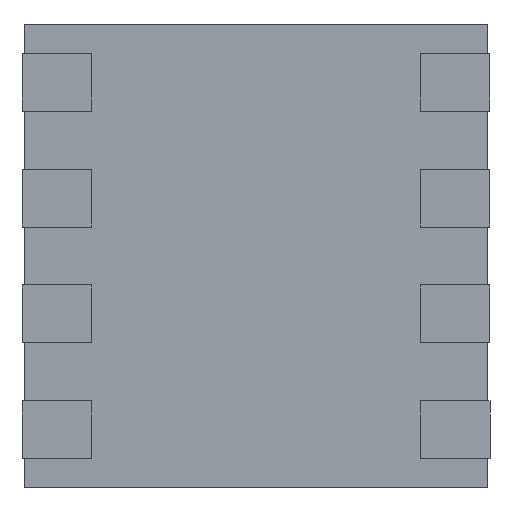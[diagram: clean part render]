
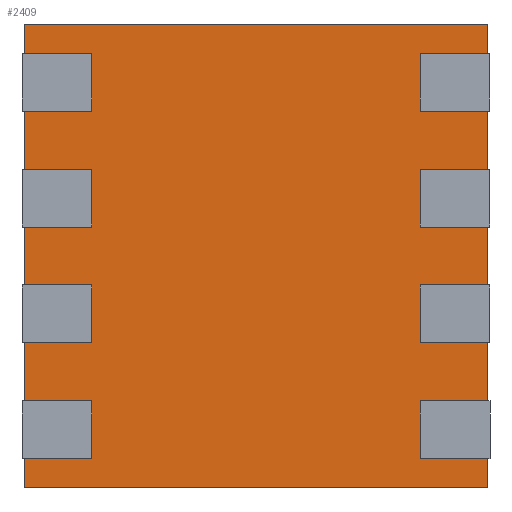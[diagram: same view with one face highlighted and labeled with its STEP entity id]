
A CAD part, front view. The second image highlights one B-rep face of the part: STEP entity #2409.
In plain terms, the highlighted planar face has unit normal (0, -1, 0).
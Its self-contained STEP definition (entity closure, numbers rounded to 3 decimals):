
#10 = ORIENTED_EDGE ( 'NONE', *, *, #2008, .F. ) ;
#69 = DIRECTION ( 'NONE',  ( 0., -1., 0. ) ) ;
#185 = CARTESIAN_POINT ( 'NONE',  ( 1., 0., -1. ) ) ;
#228 = CARTESIAN_POINT ( 'NONE',  ( 0., 0., 0. ) ) ;
#532 = VECTOR ( 'NONE', #660, 1000. ) ;
#576 = ORIENTED_EDGE ( 'NONE', *, *, #2417, .F. ) ;
#603 = CARTESIAN_POINT ( 'NONE',  ( -1., 0., -1. ) ) ;
#660 = DIRECTION ( 'NONE',  ( 0., 0., 1. ) ) ;
#698 = VERTEX_POINT ( 'NONE', #185 ) ;
#787 = CARTESIAN_POINT ( 'NONE',  ( -1., 0., 1. ) ) ;
#807 = LINE ( 'NONE', #787, #532 ) ;
#828 = CARTESIAN_POINT ( 'NONE',  ( 1., 0., 1. ) ) ;
#840 = LINE ( 'NONE', #828, #1433 ) ;
#991 = VECTOR ( 'NONE', #2202, 1000. ) ;
#1018 = DIRECTION ( 'NONE',  ( -1., 0., 0. ) ) ;
#1049 = LINE ( 'NONE', #1830, #991 ) ;
#1075 = EDGE_LOOP ( 'NONE', ( #2157, #1448, #576, #10 ) ) ;
#1081 = VECTOR ( 'NONE', #1018, 1000. ) ;
#1196 = DIRECTION ( 'NONE',  ( 0., 0., -1. ) ) ;
#1197 = EDGE_CURVE ( 'NONE', #1430, #1962, #1049, .T. ) ;
#1215 = CARTESIAN_POINT ( 'NONE',  ( 1., 0., 1. ) ) ;
#1299 = CARTESIAN_POINT ( 'NONE',  ( -1., 0., 1. ) ) ;
#1359 = PLANE ( 'NONE',  #1590 ) ;
#1430 = VERTEX_POINT ( 'NONE', #1299 ) ;
#1433 = VECTOR ( 'NONE', #1196, 1000. ) ;
#1448 = ORIENTED_EDGE ( 'NONE', *, *, #1197, .F. ) ;
#1532 = LINE ( 'NONE', #603, #1081 ) ;
#1590 = AXIS2_PLACEMENT_3D ( 'NONE', #228, #69, #2334 ) ;
#1830 = CARTESIAN_POINT ( 'NONE',  ( -1., 0., 1. ) ) ;
#1962 = VERTEX_POINT ( 'NONE', #1215 ) ;
#2008 = EDGE_CURVE ( 'NONE', #698, #2287, #1532, .T. ) ;
#2157 = ORIENTED_EDGE ( 'NONE', *, *, #2351, .F. ) ;
#2202 = DIRECTION ( 'NONE',  ( 1., 0., 0. ) ) ;
#2287 = VERTEX_POINT ( 'NONE', #2296 ) ;
#2296 = CARTESIAN_POINT ( 'NONE',  ( -1., 0., -1. ) ) ;
#2319 = FACE_OUTER_BOUND ( 'NONE', #1075, .T. ) ;
#2334 = DIRECTION ( 'NONE',  ( 0., 0., -1. ) ) ;
#2351 = EDGE_CURVE ( 'NONE', #1962, #698, #840, .T. ) ;
#2409 = ADVANCED_FACE ( 'NONE', ( #2319 ), #1359, .T. ) ;
#2417 = EDGE_CURVE ( 'NONE', #2287, #1430, #807, .T. ) ;
